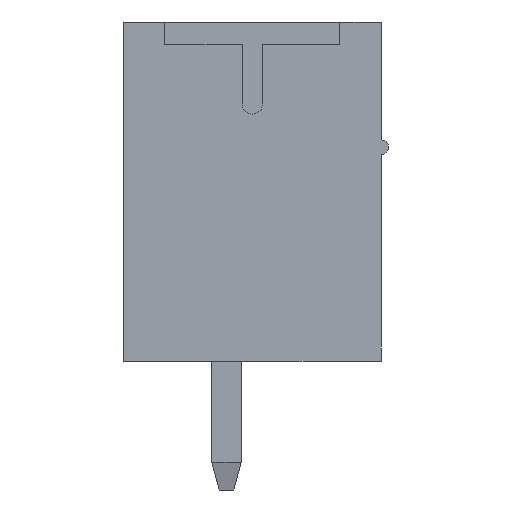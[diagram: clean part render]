
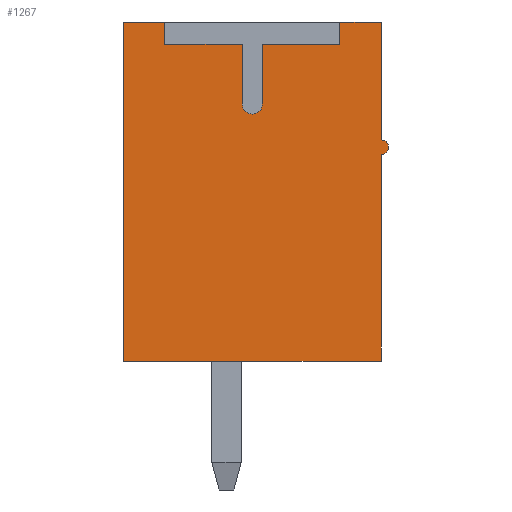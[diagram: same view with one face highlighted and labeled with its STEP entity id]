
A CAD part, left-side view. The second image highlights one B-rep face of the part: STEP entity #1267.
In plain terms, the highlighted planar face has unit normal (-1, 0, 0).
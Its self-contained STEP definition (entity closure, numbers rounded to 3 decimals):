
#1267 = ADVANCED_FACE( '', ( #2864 ), #2865, .F. );
#2864 = FACE_OUTER_BOUND( '', #4868, .T. );
#2865 = PLANE( '', #4869 );
#4868 = EDGE_LOOP( '', ( #8305, #8306, #8307, #8308, #8309, #8310, #8311, #8312, #8313, #8314, #8315, #8316, #8317, #8318 ) );
#4869 = AXIS2_PLACEMENT_3D( '', #8319, #8320, #8321 );
#8305 = ORIENTED_EDGE( '', *, *, #13160, .T. );
#8306 = ORIENTED_EDGE( '', *, *, #13570, .T. );
#8307 = ORIENTED_EDGE( '', *, *, #13571, .T. );
#8308 = ORIENTED_EDGE( '', *, *, #12512, .T. );
#8309 = ORIENTED_EDGE( '', *, *, #13572, .T. );
#8310 = ORIENTED_EDGE( '', *, *, #13100, .T. );
#8311 = ORIENTED_EDGE( '', *, *, #13210, .T. );
#8312 = ORIENTED_EDGE( '', *, *, #13359, .T. );
#8313 = ORIENTED_EDGE( '', *, *, #13226, .T. );
#8314 = ORIENTED_EDGE( '', *, *, #13573, .T. );
#8315 = ORIENTED_EDGE( '', *, *, #12690, .T. );
#8316 = ORIENTED_EDGE( '', *, *, #13574, .T. );
#8317 = ORIENTED_EDGE( '', *, *, #12416, .T. );
#8318 = ORIENTED_EDGE( '', *, *, #13575, .T. );
#8319 = CARTESIAN_POINT( '', ( -27.115, 0., 2.375 ) );
#8320 = DIRECTION( '', ( 1., 0., 0. ) );
#8321 = DIRECTION( '', ( 0., 0., -1. ) );
#12416 = EDGE_CURVE( '', #14928, #14929, #14930, .T. );
#12512 = EDGE_CURVE( '', #15103, #15101, #15104, .T. );
#12690 = EDGE_CURVE( '', #15416, #15417, #15418, .T. );
#13100 = EDGE_CURVE( '', #16128, #16126, #16129, .T. );
#13160 = EDGE_CURVE( '', #16223, #16224, #16225, .T. );
#13210 = EDGE_CURVE( '', #16126, #16304, #16306, .T. );
#13226 = EDGE_CURVE( '', #16334, #16332, #16335, .T. );
#13359 = EDGE_CURVE( '', #16304, #16334, #16546, .T. );
#13570 = EDGE_CURVE( '', #16224, #16867, #16868, .T. );
#13571 = EDGE_CURVE( '', #16867, #15103, #16869, .T. );
#13572 = EDGE_CURVE( '', #15101, #16128, #16870, .T. );
#13573 = EDGE_CURVE( '', #16332, #15416, #16871, .T. );
#13574 = EDGE_CURVE( '', #15417, #14928, #16872, .T. );
#13575 = EDGE_CURVE( '', #14929, #16223, #16873, .F. );
#14928 = VERTEX_POINT( '', #18632 );
#14929 = VERTEX_POINT( '', #18633 );
#14930 = LINE( '', #18634, #18635 );
#15101 = VERTEX_POINT( '', #18887 );
#15103 = VERTEX_POINT( '', #18890 );
#15104 = LINE( '', #18891, #18892 );
#15416 = VERTEX_POINT( '', #19339 );
#15417 = VERTEX_POINT( '', #19340 );
#15418 = LINE( '', #19341, #19342 );
#16126 = VERTEX_POINT( '', #20385 );
#16128 = VERTEX_POINT( '', #20388 );
#16129 = CIRCLE( '', #20389, 0.275 );
#16223 = VERTEX_POINT( '', #20523 );
#16224 = VERTEX_POINT( '', #20524 );
#16225 = LINE( '', #20525, #20526 );
#16304 = VERTEX_POINT( '', #20641 );
#16306 = LINE( '', #20644, #20645 );
#16332 = VERTEX_POINT( '', #20683 );
#16334 = VERTEX_POINT( '', #20686 );
#16335 = LINE( '', #20687, #20688 );
#16546 = LINE( '', #20993, #20994 );
#16867 = VERTEX_POINT( '', #21468 );
#16868 = LINE( '', #21469, #21470 );
#16869 = LINE( '', #21471, #21472 );
#16870 = LINE( '', #21473, #21474 );
#16871 = LINE( '', #21475, #21476 );
#16872 = LINE( '', #21477, #21478 );
#16873 = CIRCLE( '', #21479, 0.2 );
#18632 = CARTESIAN_POINT( '', ( -27.115, -3.5, -4.6 ) );
#18633 = CARTESIAN_POINT( '', ( -27.115, -3.5, 1. ) );
#18634 = CARTESIAN_POINT( '', ( -27.115, -3.5, -4.6 ) );
#18635 = VECTOR( '', #23760, 1000. );
#18887 = CARTESIAN_POINT( '', ( -27.115, -0.275, 4. ) );
#18890 = CARTESIAN_POINT( '', ( -27.115, -2.375, 4. ) );
#18891 = CARTESIAN_POINT( '', ( -27.115, -2.375, 4. ) );
#18892 = VECTOR( '', #23843, 1000. );
#19339 = CARTESIAN_POINT( '', ( -27.115, 3.5, 4.6 ) );
#19340 = CARTESIAN_POINT( '', ( -27.115, 3.5, -4.6 ) );
#19341 = CARTESIAN_POINT( '', ( -27.115, 3.5, 4.6 ) );
#19342 = VECTOR( '', #24012, 1000. );
#20385 = CARTESIAN_POINT( '', ( -27.115, 0.275, 2.375 ) );
#20388 = CARTESIAN_POINT( '', ( -27.115, -0.275, 2.375 ) );
#20389 = AXIS2_PLACEMENT_3D( '', #24391, #24392, #24393 );
#20523 = CARTESIAN_POINT( '', ( -27.115, -3.5, 1.4 ) );
#20524 = CARTESIAN_POINT( '', ( -27.115, -3.5, 4.6 ) );
#20525 = CARTESIAN_POINT( '', ( -27.115, -3.5, 1.4 ) );
#20526 = VECTOR( '', #24455, 1000. );
#20641 = CARTESIAN_POINT( '', ( -27.115, 0.275, 4. ) );
#20644 = CARTESIAN_POINT( '', ( -27.115, 0.275, 2.375 ) );
#20645 = VECTOR( '', #24502, 1000. );
#20683 = CARTESIAN_POINT( '', ( -27.115, 2.375, 4.6 ) );
#20686 = CARTESIAN_POINT( '', ( -27.115, 2.375, 4. ) );
#20687 = CARTESIAN_POINT( '', ( -27.115, 2.375, 4. ) );
#20688 = VECTOR( '', #24516, 1000. );
#20993 = CARTESIAN_POINT( '', ( -27.115, 0.275, 4. ) );
#20994 = VECTOR( '', #24644, 1000. );
#21468 = CARTESIAN_POINT( '', ( -27.115, -2.375, 4.6 ) );
#21469 = CARTESIAN_POINT( '', ( -27.115, -3.871, 4.6 ) );
#21470 = VECTOR( '', #24819, 1000. );
#21471 = CARTESIAN_POINT( '', ( -27.115, -2.375, 4.6 ) );
#21472 = VECTOR( '', #24820, 1000. );
#21473 = CARTESIAN_POINT( '', ( -27.115, -0.275, 4. ) );
#21474 = VECTOR( '', #24821, 1000. );
#21475 = CARTESIAN_POINT( '', ( -27.115, 2.375, 4.6 ) );
#21476 = VECTOR( '', #24822, 1000. );
#21477 = CARTESIAN_POINT( '', ( -27.115, 3.5, -4.6 ) );
#21478 = VECTOR( '', #24823, 1000. );
#21479 = AXIS2_PLACEMENT_3D( '', #24824, #24825, #24826 );
#23760 = DIRECTION( '', ( 0., 0., 1. ) );
#23843 = DIRECTION( '', ( 0., 1., 0. ) );
#24012 = DIRECTION( '', ( 0., 0., -1. ) );
#24391 = CARTESIAN_POINT( '', ( -27.115, 0., 2.375 ) );
#24392 = DIRECTION( '', ( 1., 0., 0. ) );
#24393 = DIRECTION( '', ( 0., -1., 0. ) );
#24455 = DIRECTION( '', ( 0., 0., 1. ) );
#24502 = DIRECTION( '', ( 0., 0., 1. ) );
#24516 = DIRECTION( '', ( 0., 0., 1. ) );
#24644 = DIRECTION( '', ( 0., 1., 0. ) );
#24819 = DIRECTION( '', ( 0., 1., 0. ) );
#24820 = DIRECTION( '', ( 0., 0., -1. ) );
#24821 = DIRECTION( '', ( 0., 0., -1. ) );
#24822 = DIRECTION( '', ( 0., 1., 0. ) );
#24823 = DIRECTION( '', ( 0., -1., 0. ) );
#24824 = CARTESIAN_POINT( '', ( -27.115, -3.5, 1.2 ) );
#24825 = DIRECTION( '', ( 1., 0., 0. ) );
#24826 = DIRECTION( '', ( 0., 0., -1. ) );
